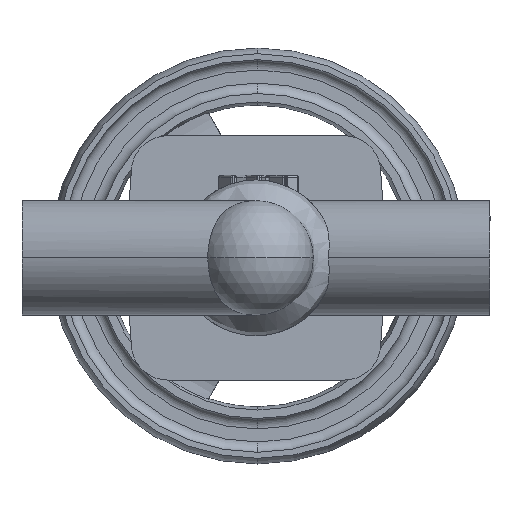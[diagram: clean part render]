
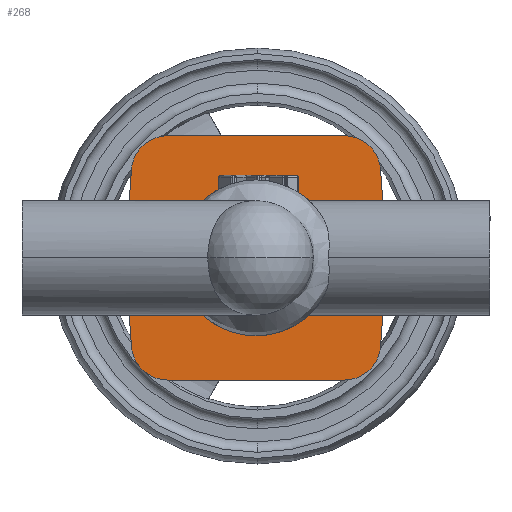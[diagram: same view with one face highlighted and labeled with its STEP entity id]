
A CAD part, front view. The second image highlights one B-rep face of the part: STEP entity #268.
In plain terms, the highlighted planar face has unit normal (0, -1, 0).
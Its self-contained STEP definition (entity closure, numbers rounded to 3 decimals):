
#217 = DIRECTION ( 'NONE',  ( -0.07, 0., -0.998 ) ) ;
#268 = ADVANCED_FACE ( 'NONE', ( #9482, #8973 ), #2916, .T. ) ;
#410 = DIRECTION ( 'NONE',  ( -0.07, 0., 0.998 ) ) ;
#842 = EDGE_CURVE ( 'NONE', #14019, #1550, #11546, .T. ) ;
#856 = CIRCLE ( 'NONE', #15559, 14. ) ;
#944 = CARTESIAN_POINT ( 'NONE',  ( 0., 40., -30. ) ) ;
#1160 = CARTESIAN_POINT ( 'NONE',  ( 50.287, 40., 0. ) ) ;
#1438 = ORIENTED_EDGE ( 'NONE', *, *, #17458, .T. ) ;
#1491 = CARTESIAN_POINT ( 'NONE',  ( 0., 40., 0. ) ) ;
#1546 = CARTESIAN_POINT ( 'NONE',  ( 33.945, 40., -33. ) ) ;
#1550 = VERTEX_POINT ( 'NONE', #15408 ) ;
#1565 = CARTESIAN_POINT ( 'NONE',  ( -33.945, 40., -33. ) ) ;
#2396 = ORIENTED_EDGE ( 'NONE', *, *, #16576, .T. ) ;
#2430 = VERTEX_POINT ( 'NONE', #18887 ) ;
#2713 = CIRCLE ( 'NONE', #15335, 14. ) ;
#2819 = VECTOR ( 'NONE', #6540, 1000. ) ;
#2864 = ORIENTED_EDGE ( 'NONE', *, *, #9155, .T. ) ;
#2916 = PLANE ( 'NONE',  #10294 ) ;
#2935 = CARTESIAN_POINT ( 'NONE',  ( -47.911, 40., 33.977 ) ) ;
#3079 = CARTESIAN_POINT ( 'NONE',  ( 33.945, 40., 33. ) ) ;
#3119 = DIRECTION ( 'NONE',  ( 0., 0., -1. ) ) ;
#3145 = EDGE_CURVE ( 'NONE', #10283, #7580, #10913, .T. ) ;
#3158 = EDGE_CURVE ( 'NONE', #12141, #18113, #18601, .T. ) ;
#3170 = DIRECTION ( 'NONE',  ( 0., 0., -1. ) ) ;
#3194 = DIRECTION ( 'NONE',  ( 0., 0., -1. ) ) ;
#3222 = EDGE_LOOP ( 'NONE', ( #12400, #10825, #7369, #2396, #18323, #4213, #2864, #3772, #15555, #21133 ) ) ;
#3479 = ORIENTED_EDGE ( 'NONE', *, *, #11626, .F. ) ;
#3489 = DIRECTION ( 'NONE',  ( 0., -1., 0. ) ) ;
#3695 = CARTESIAN_POINT ( 'NONE',  ( -47., 40., -47. ) ) ;
#3772 = ORIENTED_EDGE ( 'NONE', *, *, #12600, .F. ) ;
#3831 = VERTEX_POINT ( 'NONE', #6088 ) ;
#4023 = CARTESIAN_POINT ( 'NONE',  ( -33.945, 40., 47. ) ) ;
#4201 = CARTESIAN_POINT ( 'NONE',  ( 28.823, 40., 8.321 ) ) ;
#4213 = ORIENTED_EDGE ( 'NONE', *, *, #14597, .F. ) ;
#4337 = CARTESIAN_POINT ( 'NONE',  ( 34.413, 40., 0. ) ) ;
#4361 = CARTESIAN_POINT ( 'NONE',  ( 47.911, 40., -33.977 ) ) ;
#4528 = CARTESIAN_POINT ( 'NONE',  ( 33.945, 40., -47. ) ) ;
#4698 = DIRECTION ( 'NONE',  ( 0., 0., -1. ) ) ;
#4816 = CARTESIAN_POINT ( 'NONE',  ( -33.945, 40., 33. ) ) ;
#5071 = EDGE_LOOP ( 'NONE', ( #14032, #6552, #1438, #3479, #19256 ) ) ;
#5630 = EDGE_CURVE ( 'NONE', #7122, #2430, #14505, .T. ) ;
#5695 = CIRCLE ( 'NONE', #18036, 14. ) ;
#5726 = CARTESIAN_POINT ( 'NONE',  ( 34.413, 40., -2.862 ) ) ;
#6088 = CARTESIAN_POINT ( 'NONE',  ( -47.911, 40., -33.977 ) ) ;
#6196 = CARTESIAN_POINT ( 'NONE',  ( 0., 40., 0. ) ) ;
#6238 = CARTESIAN_POINT ( 'NONE',  ( 47., 40., 47. ) ) ;
#6458 = DIRECTION ( 'NONE',  ( 0., 0., -1. ) ) ;
#6540 = DIRECTION ( 'NONE',  ( -1., 0., 0. ) ) ;
#6552 = ORIENTED_EDGE ( 'NONE', *, *, #5630, .T. ) ;
#6728 = AXIS2_PLACEMENT_3D ( 'NONE', #1565, #12996, #3194 ) ;
#6908 = CARTESIAN_POINT ( 'NONE',  ( 0., 40., 30. ) ) ;
#6919 = VERTEX_POINT ( 'NONE', #8710 ) ;
#7113 = VECTOR ( 'NONE', #17668, 1000. ) ;
#7122 = VERTEX_POINT ( 'NONE', #9251 ) ;
#7256 = CARTESIAN_POINT ( 'NONE',  ( 0., 40., 0. ) ) ;
#7369 = ORIENTED_EDGE ( 'NONE', *, *, #842, .F. ) ;
#7580 = VERTEX_POINT ( 'NONE', #2935 ) ;
#7631 = LINE ( 'NONE', #3695, #20183 ) ;
#7920 = CARTESIAN_POINT ( 'NONE',  ( 50.287, 40., 0. ) ) ;
#8288 = CARTESIAN_POINT ( 'NONE',  ( -50.287, 40., 0. ) ) ;
#8309 = AXIS2_PLACEMENT_3D ( 'NONE', #13277, #3489, #14907 ) ;
#8325 = EDGE_CURVE ( 'NONE', #19521, #15798, #14143, .T. ) ;
#8423 = CARTESIAN_POINT ( 'NONE',  ( -50.287, 40., 0. ) ) ;
#8629 = EDGE_CURVE ( 'NONE', #14426, #7580, #856, .T. ) ;
#8710 = CARTESIAN_POINT ( 'NONE',  ( 33.945, 40., 47. ) ) ;
#8906 = DIRECTION ( 'NONE',  ( 0., 0., -1. ) ) ;
#8973 = FACE_OUTER_BOUND ( 'NONE', #3222, .T. ) ;
#9155 = EDGE_CURVE ( 'NONE', #17782, #6919, #5695, .T. ) ;
#9211 = CARTESIAN_POINT ( 'NONE',  ( 32.526, 40., 5.671 ) ) ;
#9251 = CARTESIAN_POINT ( 'NONE',  ( 28.823, 40., 8.321 ) ) ;
#9345 = AXIS2_PLACEMENT_3D ( 'NONE', #7256, #18698, #8906 ) ;
#9482 = FACE_BOUND ( 'NONE', #5071, .T. ) ;
#9731 = EDGE_CURVE ( 'NONE', #3831, #1550, #19216, .T. ) ;
#9742 = CARTESIAN_POINT ( 'NONE',  ( 28.823, 40., -8.321 ) ) ;
#9995 = CARTESIAN_POINT ( 'NONE',  ( 47., 40., -47. ) ) ;
#10145 = LINE ( 'NONE', #1160, #18836 ) ;
#10283 = VERTEX_POINT ( 'NONE', #8423 ) ;
#10294 = AXIS2_PLACEMENT_3D ( 'NONE', #6196, #20932, #11445 ) ;
#10414 = VECTOR ( 'NONE', #16415, 1000. ) ;
#10639 = CARTESIAN_POINT ( 'NONE',  ( 28.823, 40., -8.321 ) ) ;
#10825 = ORIENTED_EDGE ( 'NONE', *, *, #9731, .T. ) ;
#10859 = DIRECTION ( 'NONE',  ( 0.07, 0., -0.998 ) ) ;
#10913 = LINE ( 'NONE', #8288, #10414 ) ;
#11445 = DIRECTION ( 'NONE',  ( 0., 0., -1. ) ) ;
#11474 = LINE ( 'NONE', #6238, #7113 ) ;
#11546 = LINE ( 'NONE', #12983, #2819 ) ;
#11626 = EDGE_CURVE ( 'NONE', #15798, #14128, #12011, .T. ) ;
#11710 = CARTESIAN_POINT ( 'NONE',  ( 47.911, 40., 33.977 ) ) ;
#12011 = CIRCLE ( 'NONE', #9345, 30. ) ;
#12141 = VERTEX_POINT ( 'NONE', #7920 ) ;
#12305 = EDGE_CURVE ( 'NONE', #3831, #10283, #7631, .T. ) ;
#12400 = ORIENTED_EDGE ( 'NONE', *, *, #12305, .F. ) ;
#12600 = EDGE_CURVE ( 'NONE', #14426, #6919, #11474, .T. ) ;
#12916 = DIRECTION ( 'NONE',  ( 0., -1., 0. ) ) ;
#12975 = DIRECTION ( 'NONE',  ( 0., -1., 0. ) ) ;
#12983 = CARTESIAN_POINT ( 'NONE',  ( 47., 40., -47. ) ) ;
#12996 = DIRECTION ( 'NONE',  ( 0., -1., 0. ) ) ;
#13277 = CARTESIAN_POINT ( 'NONE',  ( 0., 40., 0. ) ) ;
#14019 = VERTEX_POINT ( 'NONE', #4528 ) ;
#14032 = ORIENTED_EDGE ( 'NONE', *, *, #19293, .F. ) ;
#14128 = VERTEX_POINT ( 'NONE', #9742 ) ;
#14138 = AXIS2_PLACEMENT_3D ( 'NONE', #1491, #12916, #3119 ) ;
#14140 = CARTESIAN_POINT ( 'NONE',  ( 34.413, 40., 2.862 ) ) ;
#14143 = CIRCLE ( 'NONE', #8309, 30. ) ;
#14146 = CIRCLE ( 'NONE', #14138, 30. ) ;
#14242 = VECTOR ( 'NONE', #217, 1000. ) ;
#14426 = VERTEX_POINT ( 'NONE', #4023 ) ;
#14505 =( BOUNDED_CURVE ( )  B_SPLINE_CURVE ( 3, ( #4201, #9211, #14140, #4337 ),
 .UNSPECIFIED., .F., .F. ) 
 B_SPLINE_CURVE_WITH_KNOTS ( ( 4, 4 ),
 ( 2.754, 3.142 ),
 .UNSPECIFIED. ) 
 CURVE ( )  GEOMETRIC_REPRESENTATION_ITEM ( )  RATIONAL_B_SPLINE_CURVE ( ( 1., 0.988, 0.988, 1. ) ) 
 REPRESENTATION_ITEM ( '' )  );
#14522 = DIRECTION ( 'NONE',  ( 0., -1., 0. ) ) ;
#14597 = EDGE_CURVE ( 'NONE', #17782, #12141, #10145, .T. ) ;
#14907 = DIRECTION ( 'NONE',  ( 0., 0., -1. ) ) ;
#15335 = AXIS2_PLACEMENT_3D ( 'NONE', #1546, #12975, #3170 ) ;
#15408 = CARTESIAN_POINT ( 'NONE',  ( -33.945, 40., -47. ) ) ;
#15555 = ORIENTED_EDGE ( 'NONE', *, *, #8629, .T. ) ;
#15559 = AXIS2_PLACEMENT_3D ( 'NONE', #4816, #16236, #6458 ) ;
#15798 = VERTEX_POINT ( 'NONE', #944 ) ;
#16236 = DIRECTION ( 'NONE',  ( 0., -1., 0. ) ) ;
#16415 = DIRECTION ( 'NONE',  ( 0.07, 0., 0.998 ) ) ;
#16576 = EDGE_CURVE ( 'NONE', #14019, #18113, #2713, .T. ) ;
#17152 = CARTESIAN_POINT ( 'NONE',  ( 34.413, 40., 0. ) ) ;
#17458 = EDGE_CURVE ( 'NONE', #2430, #14128, #18587, .T. ) ;
#17668 = DIRECTION ( 'NONE',  ( 1., 0., 0. ) ) ;
#17782 = VERTEX_POINT ( 'NONE', #11710 ) ;
#18036 = AXIS2_PLACEMENT_3D ( 'NONE', #3079, #14522, #4698 ) ;
#18113 = VERTEX_POINT ( 'NONE', #4361 ) ;
#18323 = ORIENTED_EDGE ( 'NONE', *, *, #3158, .F. ) ;
#18587 =( BOUNDED_CURVE ( )  B_SPLINE_CURVE ( 3, ( #17152, #5726, #20456, #10639 ),
 .UNSPECIFIED., .F., .T. ) 
 B_SPLINE_CURVE_WITH_KNOTS ( ( 4, 4 ),
 ( 3.142, 3.529 ),
 .UNSPECIFIED. ) 
 CURVE ( )  GEOMETRIC_REPRESENTATION_ITEM ( )  RATIONAL_B_SPLINE_CURVE ( ( 1., 0.988, 0.988, 1. ) ) 
 REPRESENTATION_ITEM ( '' )  );
#18601 = LINE ( 'NONE', #9995, #14242 ) ;
#18698 = DIRECTION ( 'NONE',  ( 0., -1., 0. ) ) ;
#18836 = VECTOR ( 'NONE', #10859, 1000. ) ;
#18887 = CARTESIAN_POINT ( 'NONE',  ( 34.413, 40., 0. ) ) ;
#19216 = CIRCLE ( 'NONE', #6728, 14. ) ;
#19256 = ORIENTED_EDGE ( 'NONE', *, *, #8325, .F. ) ;
#19293 = EDGE_CURVE ( 'NONE', #7122, #19521, #14146, .T. ) ;
#19521 = VERTEX_POINT ( 'NONE', #6908 ) ;
#20183 = VECTOR ( 'NONE', #410, 1000. ) ;
#20456 = CARTESIAN_POINT ( 'NONE',  ( 32.526, 40., -5.671 ) ) ;
#20932 = DIRECTION ( 'NONE',  ( 0., -1., 0. ) ) ;
#21133 = ORIENTED_EDGE ( 'NONE', *, *, #3145, .F. ) ;
